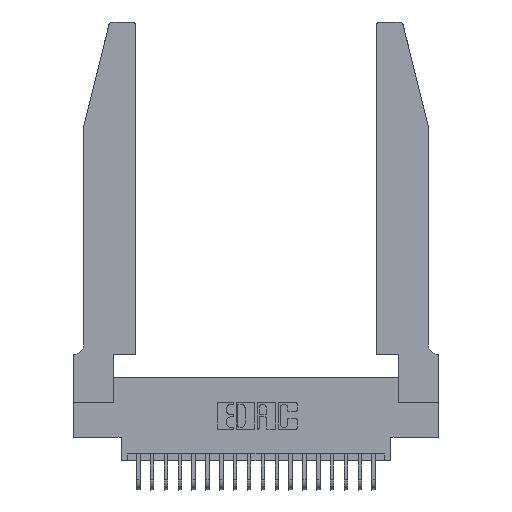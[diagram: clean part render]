
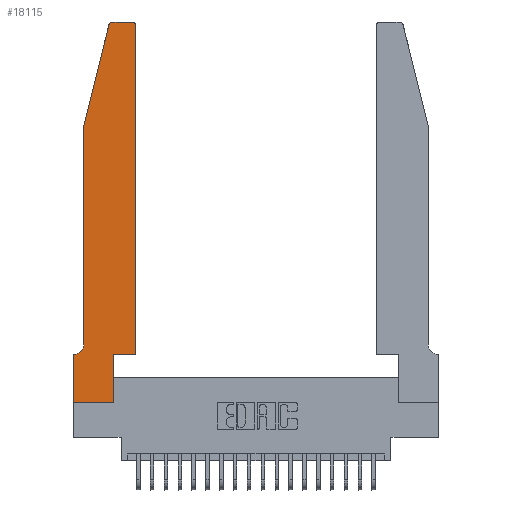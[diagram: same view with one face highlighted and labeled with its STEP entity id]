
A CAD part, top view. The second image highlights one B-rep face of the part: STEP entity #18115.
In plain terms, the highlighted planar face has unit normal (0, 0, 1).
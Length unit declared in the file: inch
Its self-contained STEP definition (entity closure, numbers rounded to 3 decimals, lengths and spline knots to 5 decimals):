
#240 = LINE ( 'NONE', #3546, #12104 ) ;
#440 = CARTESIAN_POINT ( 'NONE',  ( 0., 0.35, 0.37 ) ) ;
#502 = CARTESIAN_POINT ( 'NONE',  ( 0.2865, 0.35, 0.37 ) ) ;
#848 = VERTEX_POINT ( 'NONE', #22228 ) ;
#1576 = LINE ( 'NONE', #3419, #10847 ) ;
#1707 = EDGE_CURVE ( 'NONE', #20823, #19948, #12279, .T. ) ;
#1757 = VECTOR ( 'NONE', #22308, 39.37008 ) ;
#2126 = ORIENTED_EDGE ( 'NONE', *, *, #17680, .T. ) ;
#2184 = DIRECTION ( 'NONE',  ( 0., 0., 1. ) ) ;
#2672 = AXIS2_PLACEMENT_3D ( 'NONE', #440, #21008, #9997 ) ;
#3228 = LINE ( 'NONE', #4426, #12472 ) ;
#3372 = ORIENTED_EDGE ( 'NONE', *, *, #14662, .T. ) ;
#3419 = CARTESIAN_POINT ( 'NONE',  ( 0.2865, 0.35, 0.37 ) ) ;
#3546 = CARTESIAN_POINT ( 'NONE',  ( 0.2605, 2.75, 0.37 ) ) ;
#3641 = DIRECTION ( 'NONE',  ( -1., 0., 0. ) ) ;
#4131 = EDGE_CURVE ( 'NONE', #12117, #19800, #19380, .T. ) ;
#4219 = EDGE_CURVE ( 'NONE', #848, #21959, #23395, .T. ) ;
#4316 = DIRECTION ( 'NONE',  ( -1., 0., 0. ) ) ;
#4324 = PLANE ( 'NONE',  #2672 ) ;
#4426 = CARTESIAN_POINT ( 'NONE',  ( 0., 0., 0.37 ) ) ;
#5947 = DIRECTION ( 'NONE',  ( 0., 0., 1. ) ) ;
#6398 = DIRECTION ( 'NONE',  ( 0., -1., 0. ) ) ;
#7131 = VERTEX_POINT ( 'NONE', #19798 ) ;
#7357 = EDGE_CURVE ( 'NONE', #21959, #18727, #17210, .T. ) ;
#7385 = CARTESIAN_POINT ( 'NONE',  ( 0.0755, 2., 0.37 ) ) ;
#7610 = DIRECTION ( 'NONE',  ( 1., 0., 0. ) ) ;
#7887 = AXIS2_PLACEMENT_3D ( 'NONE', #15435, #13493, #4316 ) ;
#8046 = VERTEX_POINT ( 'NONE', #502 ) ;
#9166 = VERTEX_POINT ( 'NONE', #20130 ) ;
#9213 = ORIENTED_EDGE ( 'NONE', *, *, #18549, .T. ) ;
#9542 = CARTESIAN_POINT ( 'NONE',  ( 0.4505, 0.35, 0.37 ) ) ;
#9720 = CARTESIAN_POINT ( 'NONE',  ( 0.4205, 2.75, 0.37 ) ) ;
#9754 = VECTOR ( 'NONE', #3641, 39.37008 ) ;
#9997 = DIRECTION ( 'NONE',  ( 1., 0., 0. ) ) ;
#10047 = VECTOR ( 'NONE', #17236, 39.37008 ) ;
#10062 = CARTESIAN_POINT ( 'NONE',  ( 0., 0., 0.37 ) ) ;
#10847 = VECTOR ( 'NONE', #14520, 39.37008 ) ;
#10956 = CARTESIAN_POINT ( 'NONE',  ( 0.4505, 0.35, 0.37 ) ) ;
#11162 = EDGE_CURVE ( 'NONE', #19948, #9166, #240, .T. ) ;
#11183 = DIRECTION ( 'NONE',  ( 1., 0., 0. ) ) ;
#11999 = AXIS2_PLACEMENT_3D ( 'NONE', #20661, #2184, #7610 ) ;
#12104 = VECTOR ( 'NONE', #12830, 39.37008 ) ;
#12117 = VERTEX_POINT ( 'NONE', #18497 ) ;
#12279 = CIRCLE ( 'NONE', #11999, 0.03 ) ;
#12472 = VECTOR ( 'NONE', #6398, 39.37008 ) ;
#12830 = DIRECTION ( 'NONE',  ( -1., 0., 0. ) ) ;
#12982 = VECTOR ( 'NONE', #23137, 39.37008 ) ;
#13167 = LINE ( 'NONE', #9542, #10047 ) ;
#13493 = DIRECTION ( 'NONE',  ( 0., 0., -1. ) ) ;
#14164 = FACE_OUTER_BOUND ( 'NONE', #19406, .T. ) ;
#14520 = DIRECTION ( 'NONE',  ( 0., 1., 0. ) ) ;
#14662 = EDGE_CURVE ( 'NONE', #8046, #21803, #13167, .T. ) ;
#15435 = CARTESIAN_POINT ( 'NONE',  ( 0.0055, 0.42, 0.37 ) ) ;
#15633 = CARTESIAN_POINT ( 'NONE',  ( 0.0755, 2., 0.37 ) ) ;
#15703 = ORIENTED_EDGE ( 'NONE', *, *, #4131, .T. ) ;
#15891 = CIRCLE ( 'NONE', #22144, 0.03 ) ;
#16100 = CARTESIAN_POINT ( 'NONE',  ( 0.4505, 2.72, 0.37 ) ) ;
#16258 = DIRECTION ( 'NONE',  ( 0., 1., 0. ) ) ;
#16369 = ORIENTED_EDGE ( 'NONE', *, *, #23428, .T. ) ;
#16492 = ORIENTED_EDGE ( 'NONE', *, *, #4219, .T. ) ;
#16878 = ORIENTED_EDGE ( 'NONE', *, *, #20968, .T. ) ;
#16971 = CARTESIAN_POINT ( 'NONE',  ( 0.284, 2.72, 0.37 ) ) ;
#16989 = CARTESIAN_POINT ( 'NONE',  ( 0.0755, 2., 0.37 ) ) ;
#17210 = LINE ( 'NONE', #18313, #9754 ) ;
#17236 = DIRECTION ( 'NONE',  ( 1., 0., 0. ) ) ;
#17332 = CARTESIAN_POINT ( 'NONE',  ( 0., 0.35, 0.37 ) ) ;
#17680 = EDGE_CURVE ( 'NONE', #18727, #7131, #3228, .T. ) ;
#17863 = CARTESIAN_POINT ( 'NONE',  ( 0.0055, 0.35, 0.37 ) ) ;
#17909 = ORIENTED_EDGE ( 'NONE', *, *, #22455, .T. ) ;
#18115 = ADVANCED_FACE ( 'NONE', ( #14164 ), #4324, .T. ) ;
#18313 = CARTESIAN_POINT ( 'NONE',  ( 0.0755, 0.35, 0.37 ) ) ;
#18497 = CARTESIAN_POINT ( 'NONE',  ( 0.25487, 2.72718, 0.37 ) ) ;
#18521 = CARTESIAN_POINT ( 'NONE',  ( 0.2865, 0., 0.37 ) ) ;
#18549 = EDGE_CURVE ( 'NONE', #9166, #12117, #15891, .T. ) ;
#18705 = EDGE_CURVE ( 'NONE', #19800, #848, #21944, .T. ) ;
#18727 = VERTEX_POINT ( 'NONE', #17332 ) ;
#18780 = ORIENTED_EDGE ( 'NONE', *, *, #18705, .T. ) ;
#18969 = VECTOR ( 'NONE', #16258, 39.37008 ) ;
#19380 = LINE ( 'NONE', #16989, #1757 ) ;
#19406 = EDGE_LOOP ( 'NONE', ( #20625, #9213, #15703, #18780, #16492, #20081, #2126, #17909, #16369, #3372, #16878, #21140 ) ) ;
#19798 = CARTESIAN_POINT ( 'NONE',  ( 0., 0., 0.37 ) ) ;
#19800 = VERTEX_POINT ( 'NONE', #7385 ) ;
#19948 = VERTEX_POINT ( 'NONE', #9720 ) ;
#20081 = ORIENTED_EDGE ( 'NONE', *, *, #7357, .T. ) ;
#20130 = CARTESIAN_POINT ( 'NONE',  ( 0.284, 2.75, 0.37 ) ) ;
#20145 = LINE ( 'NONE', #10956, #18969 ) ;
#20456 = VERTEX_POINT ( 'NONE', #18521 ) ;
#20625 = ORIENTED_EDGE ( 'NONE', *, *, #11162, .T. ) ;
#20661 = CARTESIAN_POINT ( 'NONE',  ( 0.4205, 2.72, 0.37 ) ) ;
#20667 = VECTOR ( 'NONE', #22918, 39.37008 ) ;
#20823 = VERTEX_POINT ( 'NONE', #16100 ) ;
#20968 = EDGE_CURVE ( 'NONE', #21803, #20823, #20145, .T. ) ;
#21008 = DIRECTION ( 'NONE',  ( 0., 0., 1. ) ) ;
#21140 = ORIENTED_EDGE ( 'NONE', *, *, #1707, .T. ) ;
#21803 = VERTEX_POINT ( 'NONE', #22199 ) ;
#21944 = LINE ( 'NONE', #15633, #12982 ) ;
#21959 = VERTEX_POINT ( 'NONE', #17863 ) ;
#22144 = AXIS2_PLACEMENT_3D ( 'NONE', #16971, #5947, #11183 ) ;
#22199 = CARTESIAN_POINT ( 'NONE',  ( 0.4505, 0.35, 0.37 ) ) ;
#22228 = CARTESIAN_POINT ( 'NONE',  ( 0.0755, 0.42, 0.37 ) ) ;
#22308 = DIRECTION ( 'NONE',  ( -0.239, -0.971, 0. ) ) ;
#22455 = EDGE_CURVE ( 'NONE', #7131, #20456, #23536, .T. ) ;
#22918 = DIRECTION ( 'NONE',  ( 1., 0., 0. ) ) ;
#23137 = DIRECTION ( 'NONE',  ( 0., -1., 0. ) ) ;
#23395 = CIRCLE ( 'NONE', #7887, 0.07 ) ;
#23428 = EDGE_CURVE ( 'NONE', #20456, #8046, #1576, .T. ) ;
#23536 = LINE ( 'NONE', #10062, #20667 ) ;
